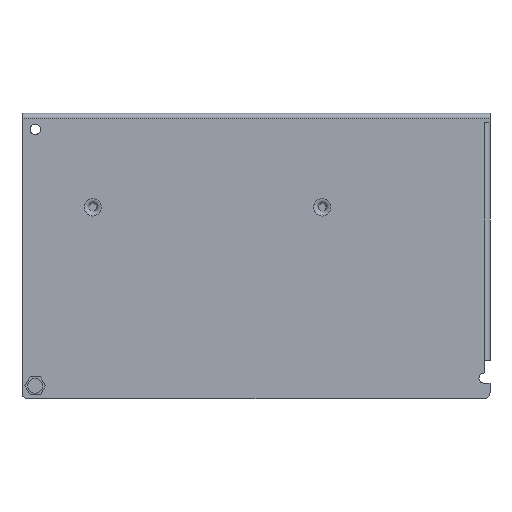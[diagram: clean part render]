
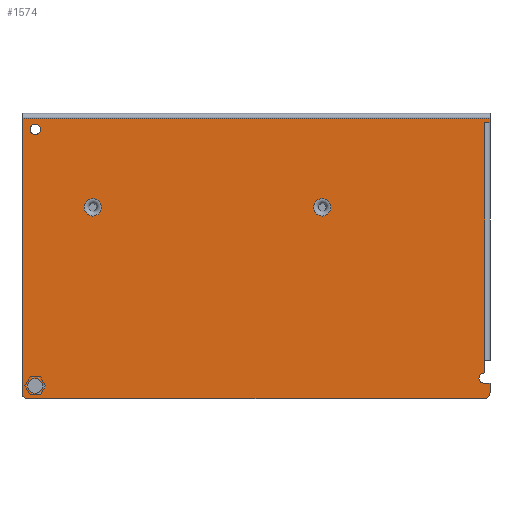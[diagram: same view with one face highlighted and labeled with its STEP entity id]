
A CAD part, front view. The second image highlights one B-rep face of the part: STEP entity #1574.
In plain terms, the highlighted planar face has unit normal (0, -1, 0).
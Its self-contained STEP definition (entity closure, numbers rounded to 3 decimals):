
#1416=CARTESIAN_POINT('',(0.0,-1.6,0.0));
#1417=DIRECTION('',(0.0,1.0,0.0));
#1418=DIRECTION('',(0.0,0.0,1.0));
#1419=AXIS2_PLACEMENT_3D('',#1416,#1417,#1418);
#1420=PLANE('',#1419);
#1421=CARTESIAN_POINT('',(77.5,-1.6,-48.5));
#1422=VERTEX_POINT('',#1421);
#1423=CARTESIAN_POINT('',(79.5,-1.6,-46.5));
#1424=VERTEX_POINT('',#1423);
#1425=CARTESIAN_POINT('',(77.5,-1.6,-46.5));
#1426=DIRECTION('',(0.0,-1.0,0.0));
#1427=DIRECTION('',(0.0,0.0,-1.0));
#1428=AXIS2_PLACEMENT_3D('',#1425,#1426,#1427);
#1429=CIRCLE('',#1428,2.0);
#1430=EDGE_CURVE('',#1422,#1424,#1429,.T.);
#1431=ORIENTED_EDGE('',*,*,#1430,.T.);
#1432=CARTESIAN_POINT('',(79.5,-1.6,-43.25));
#1433=VERTEX_POINT('',#1432);
#1434=CARTESIAN_POINT('',(79.5,-1.6,-43.25));
#1435=DIRECTION('',(0.0,0.0,-1.0));
#1436=VECTOR('',#1435,3.25);
#1437=LINE('',#1434,#1436);
#1438=EDGE_CURVE('',#1433,#1424,#1437,.T.);
#1439=ORIENTED_EDGE('',*,*,#1438,.F.);
#1440=CARTESIAN_POINT('',(77.5,-1.6,-43.25));
#1441=VERTEX_POINT('',#1440);
#1442=CARTESIAN_POINT('',(79.5,-1.6,-43.25));
#1443=DIRECTION('',(-1.0,0.0,0.0));
#1444=VECTOR('',#1443,2.0);
#1445=LINE('',#1442,#1444);
#1446=EDGE_CURVE('',#1433,#1441,#1445,.T.);
#1447=ORIENTED_EDGE('',*,*,#1446,.T.);
#1448=CARTESIAN_POINT('',(77.5,-1.6,-39.75));
#1449=VERTEX_POINT('',#1448);
#1450=CARTESIAN_POINT('',(77.5,-1.6,-41.5));
#1451=DIRECTION('',(0.0,1.0,0.0));
#1452=DIRECTION('',(0.0,0.0,-1.0));
#1453=AXIS2_PLACEMENT_3D('',#1450,#1451,#1452);
#1454=CIRCLE('',#1453,1.75);
#1455=EDGE_CURVE('',#1441,#1449,#1454,.T.);
#1456=ORIENTED_EDGE('',*,*,#1455,.T.);
#1457=CARTESIAN_POINT('',(77.8,-1.6,-39.75));
#1458=VERTEX_POINT('',#1457);
#1459=CARTESIAN_POINT('',(77.8,-1.6,-39.75));
#1460=DIRECTION('',(-1.0,0.0,0.0));
#1461=VECTOR('',#1460,0.3);
#1462=LINE('',#1459,#1461);
#1463=EDGE_CURVE('',#1458,#1449,#1462,.T.);
#1464=ORIENTED_EDGE('',*,*,#1463,.F.);
#1465=CARTESIAN_POINT('',(77.8,-1.6,-35.5));
#1466=VERTEX_POINT('',#1465);
#1467=CARTESIAN_POINT('',(77.8,-1.6,-35.5));
#1468=DIRECTION('',(0.0,0.0,-1.0));
#1469=VECTOR('',#1468,4.25);
#1470=LINE('',#1467,#1469);
#1471=EDGE_CURVE('',#1466,#1458,#1470,.T.);
#1472=ORIENTED_EDGE('',*,*,#1471,.F.);
#1473=CARTESIAN_POINT('',(77.8,-1.6,45.3));
#1474=VERTEX_POINT('',#1473);
#1475=CARTESIAN_POINT('',(77.8,-1.6,45.3));
#1476=DIRECTION('',(0.0,0.0,-1.0));
#1477=VECTOR('',#1476,80.8);
#1478=LINE('',#1475,#1477);
#1479=EDGE_CURVE('',#1474,#1466,#1478,.T.);
#1480=ORIENTED_EDGE('',*,*,#1479,.F.);
#1481=CARTESIAN_POINT('',(79.5,-1.6,45.3));
#1482=VERTEX_POINT('',#1481);
#1483=CARTESIAN_POINT('',(77.8,-1.6,45.3));
#1484=DIRECTION('',(1.0,0.0,0.0));
#1485=VECTOR('',#1484,1.7);
#1486=LINE('',#1483,#1485);
#1487=EDGE_CURVE('',#1474,#1482,#1486,.T.);
#1488=ORIENTED_EDGE('',*,*,#1487,.T.);
#1489=CARTESIAN_POINT('',(79.5,-1.6,46.8));
#1490=VERTEX_POINT('',#1489);
#1491=CARTESIAN_POINT('',(79.5,-1.6,46.8));
#1492=DIRECTION('',(0.0,0.0,-1.0));
#1493=VECTOR('',#1492,1.5);
#1494=LINE('',#1491,#1493);
#1495=EDGE_CURVE('',#1490,#1482,#1494,.T.);
#1496=ORIENTED_EDGE('',*,*,#1495,.F.);
#1497=CARTESIAN_POINT('',(-79.5,-1.6,46.8));
#1498=VERTEX_POINT('',#1497);
#1499=CARTESIAN_POINT('',(-79.5,-1.6,46.8));
#1500=DIRECTION('',(1.0,0.0,0.0));
#1501=VECTOR('',#1500,159.0);
#1502=LINE('',#1499,#1501);
#1503=EDGE_CURVE('',#1498,#1490,#1502,.T.);
#1504=ORIENTED_EDGE('',*,*,#1503,.F.);
#1505=CARTESIAN_POINT('',(-79.5,-1.6,-46.5));
#1506=VERTEX_POINT('',#1505);
#1507=CARTESIAN_POINT('',(-79.5,-1.6,-46.5));
#1508=DIRECTION('',(0.0,0.0,1.0));
#1509=VECTOR('',#1508,93.3);
#1510=LINE('',#1507,#1509);
#1511=EDGE_CURVE('',#1506,#1498,#1510,.T.);
#1512=ORIENTED_EDGE('',*,*,#1511,.F.);
#1513=CARTESIAN_POINT('',(-77.5,-1.6,-48.5));
#1514=VERTEX_POINT('',#1513);
#1515=CARTESIAN_POINT('',(-77.5,-1.6,-46.5));
#1516=DIRECTION('',(0.0,-1.0,0.0));
#1517=DIRECTION('',(-1.0,0.0,0.0));
#1518=AXIS2_PLACEMENT_3D('',#1515,#1516,#1517);
#1519=CIRCLE('',#1518,2.0);
#1520=EDGE_CURVE('',#1506,#1514,#1519,.T.);
#1521=ORIENTED_EDGE('',*,*,#1520,.T.);
#1522=CARTESIAN_POINT('',(77.5,-1.6,-48.5));
#1523=DIRECTION('',(-1.0,0.0,0.0));
#1524=VECTOR('',#1523,155.0);
#1525=LINE('',#1522,#1524);
#1526=EDGE_CURVE('',#1422,#1514,#1525,.T.);
#1527=ORIENTED_EDGE('',*,*,#1526,.F.);
#1528=EDGE_LOOP('',(#1431,#1439,#1447,#1456,#1464,#1472,#1480,#1488,#1496,#1504,#1512,#1521,#1527));
#1529=FACE_OUTER_BOUND('',#1528,.T.);
#1530=CARTESIAN_POINT('',(-75.0,-1.6,-41.6));
#1531=VERTEX_POINT('',#1530);
#1532=CARTESIAN_POINT('',(-75.0,-1.6,-44.1));
#1533=DIRECTION('',(0.0,1.0,0.0));
#1534=DIRECTION('',(0.0,0.0,1.0));
#1535=AXIS2_PLACEMENT_3D('',#1532,#1533,#1534);
#1536=CIRCLE('',#1535,2.5);
#1537=EDGE_CURVE('',#1531,#1531,#1536,.T.);
#1538=ORIENTED_EDGE('',*,*,#1537,.T.);
#1539=EDGE_LOOP('',(#1538));
#1540=FACE_BOUND('',#1539,.T.);
#1541=CARTESIAN_POINT('',(-75.0,-1.6,44.75));
#1542=VERTEX_POINT('',#1541);
#1543=CARTESIAN_POINT('',(-75.0,-1.6,43.0));
#1544=DIRECTION('',(0.0,1.0,0.0));
#1545=DIRECTION('',(0.0,0.0,1.0));
#1546=AXIS2_PLACEMENT_3D('',#1543,#1544,#1545);
#1547=CIRCLE('',#1546,1.75);
#1548=EDGE_CURVE('',#1542,#1542,#1547,.T.);
#1549=ORIENTED_EDGE('',*,*,#1548,.T.);
#1550=EDGE_LOOP('',(#1549));
#1551=FACE_BOUND('',#1550,.T.);
#1552=CARTESIAN_POINT('',(22.5,-1.6,19.425));
#1553=VERTEX_POINT('',#1552);
#1554=CARTESIAN_POINT('',(22.5,-1.6,16.5));
#1555=DIRECTION('',(0.0,-1.0,0.0));
#1556=DIRECTION('',(0.0,0.0,-1.0));
#1557=AXIS2_PLACEMENT_3D('',#1554,#1555,#1556);
#1558=CIRCLE('',#1557,2.925);
#1559=EDGE_CURVE('',#1553,#1553,#1558,.T.);
#1560=ORIENTED_EDGE('',*,*,#1559,.F.);
#1561=EDGE_LOOP('',(#1560));
#1562=FACE_BOUND('',#1561,.T.);
#1563=CARTESIAN_POINT('',(-55.5,-1.6,19.425));
#1564=VERTEX_POINT('',#1563);
#1565=CARTESIAN_POINT('',(-55.5,-1.6,16.5));
#1566=DIRECTION('',(0.0,-1.0,0.0));
#1567=DIRECTION('',(0.0,0.0,1.0));
#1568=AXIS2_PLACEMENT_3D('',#1565,#1566,#1567);
#1569=CIRCLE('',#1568,2.925);
#1570=EDGE_CURVE('',#1564,#1564,#1569,.T.);
#1571=ORIENTED_EDGE('',*,*,#1570,.F.);
#1572=EDGE_LOOP('',(#1571));
#1573=FACE_BOUND('',#1572,.T.);
#1574=ADVANCED_FACE('',(#1529,#1540,#1551,#1562,#1573),#1420,.F.);
